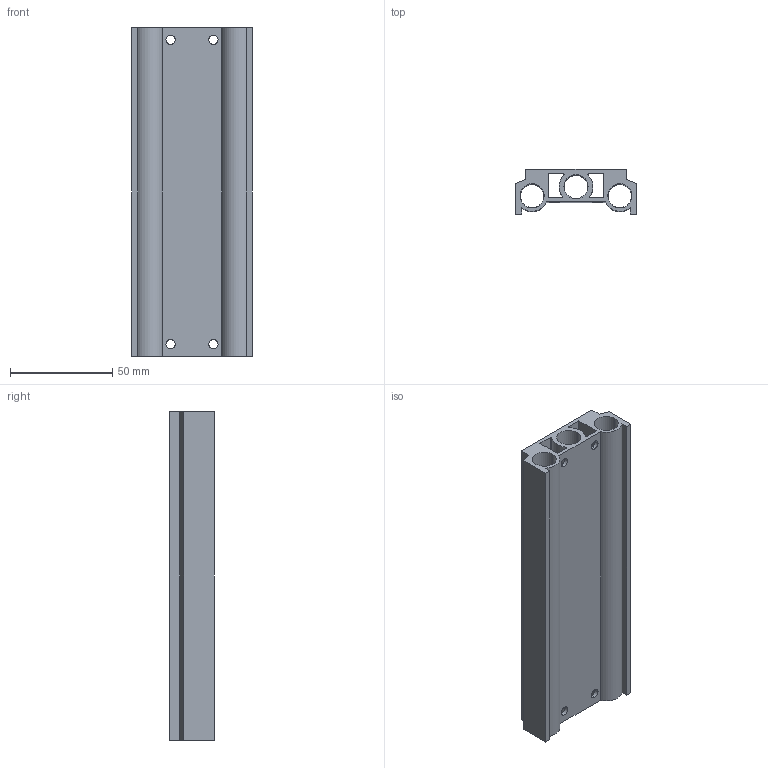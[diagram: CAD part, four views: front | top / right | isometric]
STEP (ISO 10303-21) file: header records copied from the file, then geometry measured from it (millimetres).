
FILE_DESCRIPTION (( 'STEP AP203' ), '1' );
FILE_NAME ('4V-200M-6F阀板（G)（step格式）.STEP', '2020-06-16T08:46:11', ( 'jeljs' ), ( 'Microsoft' ), 'SwSTEP 2.0', 'SolidWorks 2016', '' );
FILE_SCHEMA (( 'CONFIG_CONTROL_DESIGN' ));
Length unit declared in the file: millimetre
Products named in the file (1): 4V-200M-6F阀板（G)（step格式）
Bounding box: 59 x 22 x 161 mm (x, y, z)
Volume: 81756.1 mm3; surface area: 60331.4 mm2
Topology: 1 solids, 1 shells, 167 faces, 465 edges, 282 vertices
Faces by surface type: cylinder 105, cone 36, plane 26
Entity records: 6618 total; most frequent: CARTESIAN_POINT 2235, DIRECTION 903, ORIENTED_EDGE 882, EDGE_CURVE 441, AXIS2_PLACEMENT_3D 354, VERTEX_POINT 282, EDGE_LOOP 235, VECTOR 195
